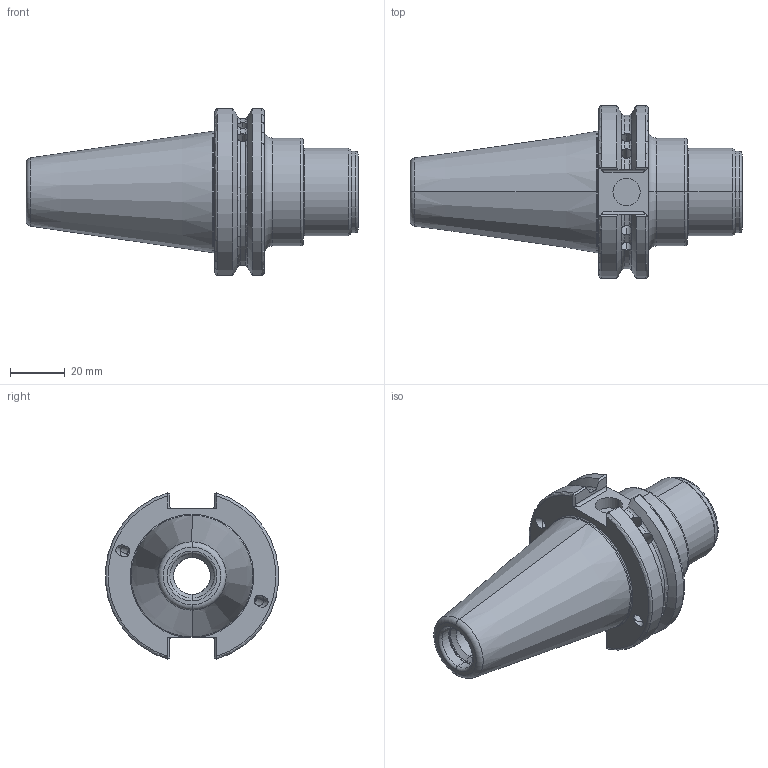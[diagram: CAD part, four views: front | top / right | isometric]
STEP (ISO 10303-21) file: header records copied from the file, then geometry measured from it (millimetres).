
FILE_DESCRIPTION (( 'STEP AP203' ), '1' );
FILE_NAME ('CA40BS25-16063HP1.STEP', '2020-11-19T03:31:34', ( 'user' ), ( '' ), 'SwSTEP 2.0', 'SolidWorks 2013', '' );
FILE_SCHEMA (( 'CONFIG_CONTROL_DESIGN' ));
Length unit declared in the file: millimetre
Products named in the file (1): CA40BS25-16063HP1
Bounding box: 121.65 x 63.32 x 60.98 mm (x, y, z)
Volume: 118458.7 mm3; surface area: 27793.1 mm2
Topology: 1 solids, 1 shells, 175 faces, 460 edges, 284 vertices
Faces by surface type: cylinder 72, plane 37, torus 36, cone 30
Entity records: 6071 total; most frequent: CARTESIAN_POINT 1872, ORIENTED_EDGE 896, DIRECTION 832, EDGE_CURVE 448, AXIS2_PLACEMENT_3D 342, VERTEX_POINT 284, EDGE_LOOP 194, ADVANCED_FACE 175
